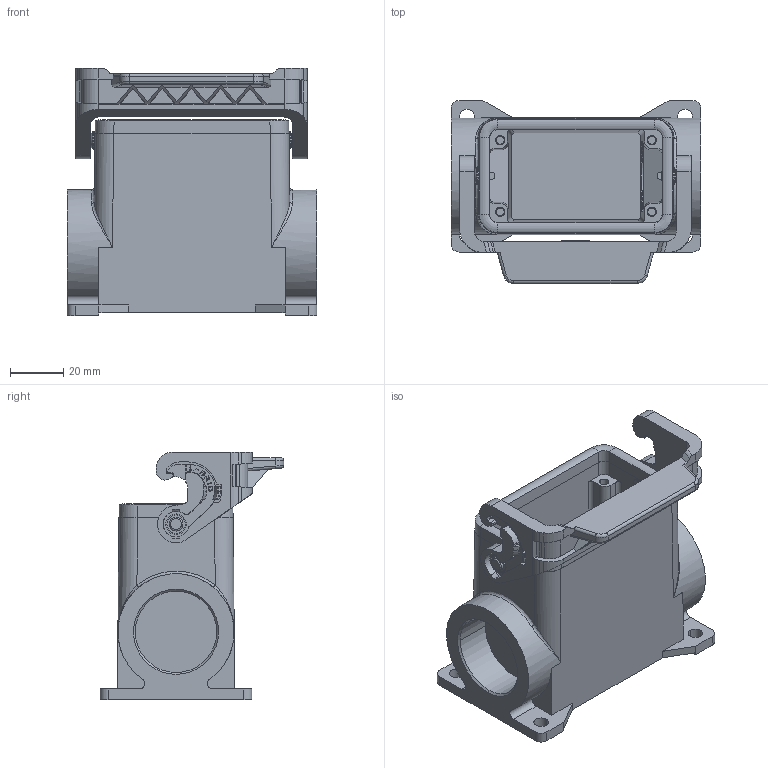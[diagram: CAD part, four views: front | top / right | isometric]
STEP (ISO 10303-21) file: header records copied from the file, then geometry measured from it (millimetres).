
FILE_DESCRIPTION(('Creo Elements/Direct Modeling STEP Export'),'2;1');
FILE_NAME('37jbk2e5pko90r01728','2023-03-09T16:36:06',(''),(''),'Creo Elements/Direct Modeling STEP processor for AP214 (Solid Model)','Creo Elements/Direct Modeling 20.1B 02-Apr-2019 (C) Parametric Technology GmbH','');
FILE_SCHEMA(('AUTOMOTIVE_DESIGN { 1 0 10303 214 1 1 1 1 }'));
Length unit declared in the file: millimetre
Products named in the file (2): MLAP 10 L32
Assembly tree (1 placements, depth 2):
  MLAP 10 L32
    MLAP 10 L32
Bounding box: 94 x 69 x 93 mm (x, y, z)
Volume: 119368.1 mm3; surface area: 55646.1 mm2
Topology: 1 solids, 1 shells, 1041 faces, 2807 edges, 1817 vertices
Faces by surface type: plane 623, cylinder 288, cone 68, torus 46, bspline 16
Entity records: 44973 total; most frequent: CARTESIAN_POINT 10908, ORIENTED_EDGE 5606, DIRECTION 5057, EDGE_CURVE 2803, VECTOR 1933, LINE 1933, VERTEX_POINT 1817, AXIS2_PLACEMENT_3D 1562
